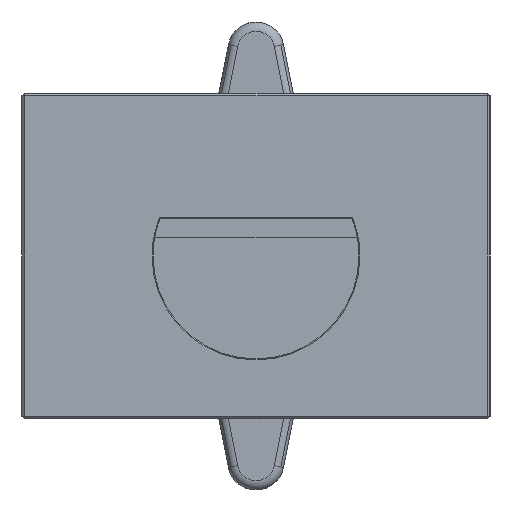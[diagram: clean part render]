
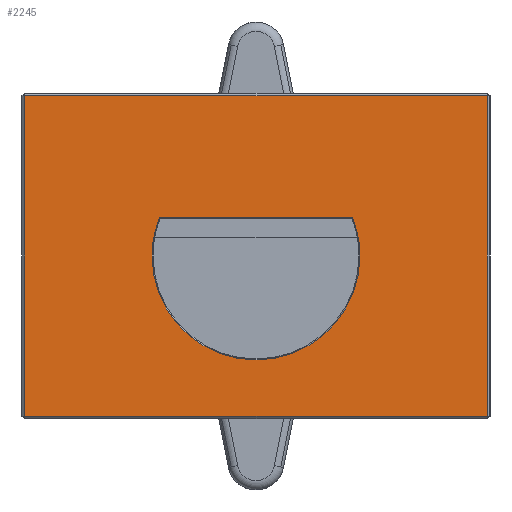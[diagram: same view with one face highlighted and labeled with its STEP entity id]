
A CAD part, left-side view. The second image highlights one B-rep face of the part: STEP entity #2245.
In plain terms, the highlighted planar face has unit normal (-1, 0, 0).
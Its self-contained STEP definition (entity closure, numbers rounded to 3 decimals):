
#945=VERTEX_POINT('',#2575);
#969=VERTEX_POINT('',#2604);
#981=EDGE_CURVE('',#1975,#969,#2616,.T.);
#999=EDGE_CURVE('',#2159,#945,#2638,.T.);
#1025=EDGE_CURVE('',#2203,#1177,#2665,.T.);
#1177=VERTEX_POINT('',#2838);
#1223=EDGE_CURVE('',#1177,#1975,#2887,.T.);
#1341=EDGE_CURVE('',#2199,#2159,#3019,.T.);
#1545=VERTEX_POINT('',#3240);
#1553=EDGE_CURVE('',#1545,#2199,#3248,.T.);
#1807=EDGE_CURVE('',#945,#1545,#3543,.T.);
#1975=VERTEX_POINT('',#3734);
#2081=EDGE_CURVE('',#969,#2203,#3850,.T.);
#2159=VERTEX_POINT('',#3937);
#2199=VERTEX_POINT('',#3985);
#2203=VERTEX_POINT('',#3989);
#2245=ADVANCED_FACE('',(#4032,#4033),#4034,.T.);
#2575=CARTESIAN_POINT('',(12.0,11.1,17.4));
#2604=CARTESIAN_POINT('',(12.0,24.7,0.3));
#2616=LINE('',#4582,#4583);
#2638=CIRCLE('',#4616,11.1);
#2665=LINE('',#4652,#4653);
#2838=CARTESIAN_POINT('',(12.0,-24.7,34.5));
#2887=LINE('',#5090,#5091);
#3019=LINE('',#5353,#5354);
#3240=CARTESIAN_POINT('',(12.0,-11.1,17.4));
#3248=CIRCLE('',#5795,11.1);
#3543=CIRCLE('',#6343,11.1);
#3734=CARTESIAN_POINT('',(12.0,-24.7,0.3));
#3850=LINE('',#6926,#6927);
#3937=CARTESIAN_POINT('',(12.0,10.315,21.5));
#3985=CARTESIAN_POINT('',(12.0,-10.315,21.5));
#3989=CARTESIAN_POINT('',(12.0,24.7,34.5));
#4032=FACE_OUTER_BOUND('',#7294,.T.);
#4033=FACE_BOUND('',#7295,.T.);
#4034=PLANE('',#7296);
#4582=CARTESIAN_POINT('',(12.0,-12.5,0.3));
#4583=VECTOR('',#7823,10.0);
#4616=AXIS2_PLACEMENT_3D('',#7857,#7858,#7859);
#4652=CARTESIAN_POINT('',(12.0,12.5,34.5));
#4653=VECTOR('',#7883,10.0);
#5090=CARTESIAN_POINT('',(12.0,-24.7,26.1));
#5091=VECTOR('',#8161,10.0);
#5353=CARTESIAN_POINT('',(12.0,5.123,21.5));
#5354=VECTOR('',#8324,10.0);
#5795=AXIS2_PLACEMENT_3D('',#8550,#8551,#8552);
#6343=AXIS2_PLACEMENT_3D('',#8983,#8984,#8985);
#6926=CARTESIAN_POINT('',(12.0,24.7,8.7));
#6927=VECTOR('',#9374,10.0);
#7294=EDGE_LOOP('',(#9567,#9568,#9569,#9570));
#7295=EDGE_LOOP('',(#9571,#9572,#9573,#9574));
#7296=AXIS2_PLACEMENT_3D('',#9575,#9576,#9577);
#7823=DIRECTION('',(0.,1.0,0.));
#7857=CARTESIAN_POINT('',(12.0,0.,17.4));
#7858=DIRECTION('',(-1.0,0.,0.));
#7859=DIRECTION('',(0.,1.0,0.));
#7883=DIRECTION('',(0.,-1.0,0.));
#8161=DIRECTION('',(0.,0.,-1.0));
#8324=DIRECTION('',(0.,1.0,0.));
#8550=CARTESIAN_POINT('',(12.0,0.,17.4));
#8551=DIRECTION('',(-1.0,0.,0.));
#8552=DIRECTION('',(0.,1.0,0.));
#8983=CARTESIAN_POINT('',(12.0,0.,17.4));
#8984=DIRECTION('',(-1.0,0.,0.));
#8985=DIRECTION('',(0.,1.0,0.));
#9374=DIRECTION('',(0.,0.,1.0));
#9567=ORIENTED_EDGE('',*,*,#2081,.F.);
#9568=ORIENTED_EDGE('',*,*,#981,.F.);
#9569=ORIENTED_EDGE('',*,*,#1223,.F.);
#9570=ORIENTED_EDGE('',*,*,#1025,.F.);
#9571=ORIENTED_EDGE('',*,*,#999,.F.);
#9572=ORIENTED_EDGE('',*,*,#1341,.F.);
#9573=ORIENTED_EDGE('',*,*,#1553,.F.);
#9574=ORIENTED_EDGE('',*,*,#1807,.F.);
#9575=CARTESIAN_POINT('',(12.0,0.,17.4));
#9576=DIRECTION('',(-1.0,0.,0.));
#9577=DIRECTION('',(0.,-1.0,0.));
